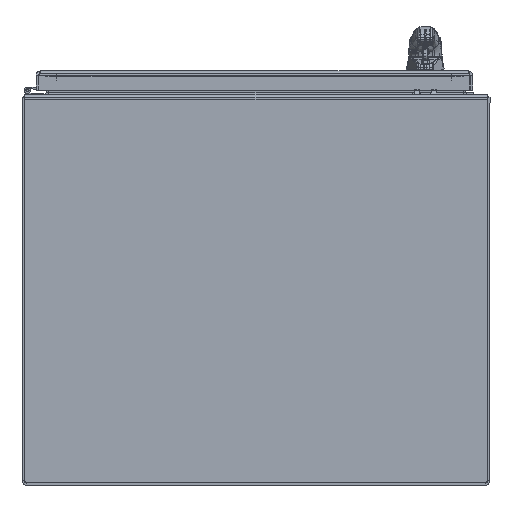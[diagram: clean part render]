
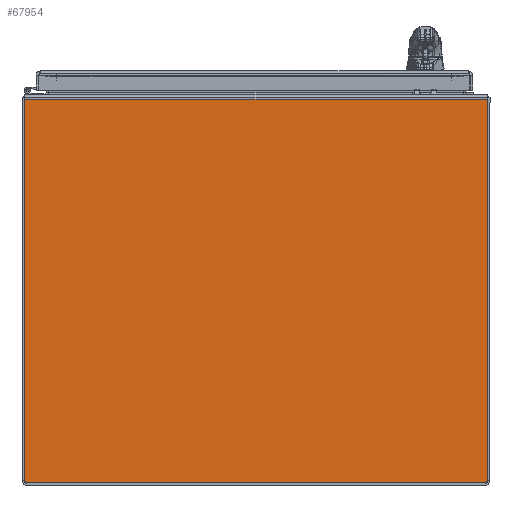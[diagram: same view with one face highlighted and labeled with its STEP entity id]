
A CAD part, front view. The second image highlights one B-rep face of the part: STEP entity #67954.
In plain terms, the highlighted face is planar.
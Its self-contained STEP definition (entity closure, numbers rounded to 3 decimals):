
#13806=FACE_OUTER_BOUND('',#16766,.T.);
#16766=EDGE_LOOP('',(#50682,#50683,#50684,#50685));
#19988=LINE('',#96585,#25211);
#19993=LINE('',#96601,#25216);
#19996=LINE('',#96607,#25219);
#19997=LINE('',#96608,#25220);
#25211=VECTOR('',#78584,0.394);
#25216=VECTOR('',#78605,0.394);
#25219=VECTOR('',#78610,0.394);
#25220=VECTOR('',#78611,0.394);
#30357=VERTEX_POINT('',#96582);
#30358=VERTEX_POINT('',#96584);
#30361=VERTEX_POINT('',#96600);
#30363=VERTEX_POINT('',#96606);
#39700=EDGE_CURVE('',#30358,#30357,#19988,.T.);
#39708=EDGE_CURVE('',#30358,#30361,#19993,.T.);
#39711=EDGE_CURVE('',#30363,#30357,#19996,.T.);
#39712=EDGE_CURVE('',#30361,#30363,#19997,.T.);
#50682=ORIENTED_EDGE('',*,*,#39700,.T.);
#50683=ORIENTED_EDGE('',*,*,#39711,.F.);
#50684=ORIENTED_EDGE('',*,*,#39712,.F.);
#50685=ORIENTED_EDGE('',*,*,#39708,.F.);
#64832=PLANE('',#71793);
#67954=ADVANCED_FACE('',(#13806),#64832,.T.);
#71793=AXIS2_PLACEMENT_3D('',#96605,#78608,#78609);
#78584=DIRECTION('',(1.,0.,0.));
#78605=DIRECTION('',(0.,1.,0.));
#78608=DIRECTION('center_axis',(0.,0.,1.));
#78609=DIRECTION('ref_axis',(1.,0.,0.));
#78610=DIRECTION('',(0.,-1.,0.));
#78611=DIRECTION('',(1.,0.,0.));
#96582=CARTESIAN_POINT('',(11.929,-9.768,0.134));
#96584=CARTESIAN_POINT('',(-11.929,-9.768,0.134));
#96585=CARTESIAN_POINT('',(-5.964,-9.768,0.134));
#96600=CARTESIAN_POINT('',(-11.929,9.996,0.134));
#96601=CARTESIAN_POINT('',(-11.929,-9.995,0.134));
#96605=CARTESIAN_POINT('Origin',(0.,0.,
0.134));
#96606=CARTESIAN_POINT('',(11.929,9.995,0.134));
#96607=CARTESIAN_POINT('',(11.929,9.995,0.134));
#96608=CARTESIAN_POINT('',(-11.929,9.996,0.134));
